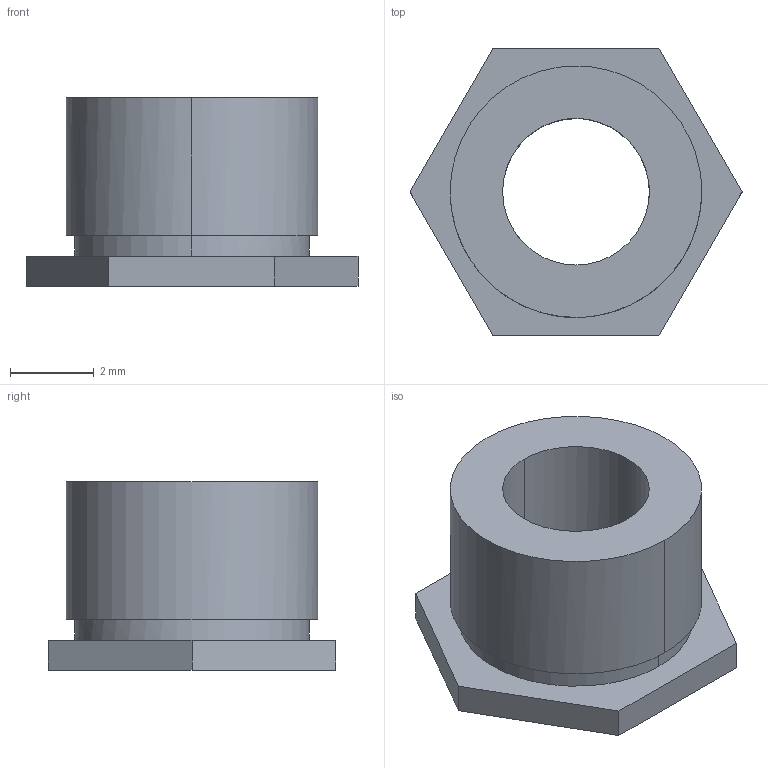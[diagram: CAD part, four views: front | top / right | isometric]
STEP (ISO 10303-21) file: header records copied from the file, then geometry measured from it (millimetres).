
FILE_DESCRIPTION(('FreeCAD Model'),'2;1');
FILE_NAME('STUD_6-32_L4_5_12.stp','2016-01-27T22:41:04',('FreeCAD'),('FreeCAD'), 'Open CASCADE STEP processor 6.8','FreeCAD','Unknown');
FILE_SCHEMA(('AUTOMOTIVE_DESIGN_CC2 { 1 2 10303 214 -1 1 5 4 }'));
Length unit declared in the file: millimetre
Products named in the file (1): Open CASCADE STEP translator 6.8 315
Bounding box: 7.92 x 6.86 x 4.5 mm (x, y, z)
Volume: 91.1 mm3; surface area: 206.9 mm2
Topology: 1 solids, 1 shells, 16 faces, 48 edges, 36 vertices
Faces by surface type: plane 10, bspline 6
Entity records: 1900 total; most frequent: CARTESIAN_POINT 1271, ORIENTED_EDGE 96, B_SPLINE_CURVE_WITH_KNOTS 96, PCURVE 96, DEFINITIONAL_REPRESENTATION 96, EDGE_CURVE 48, SURFACE_CURVE 48, VERTEX_POINT 36
